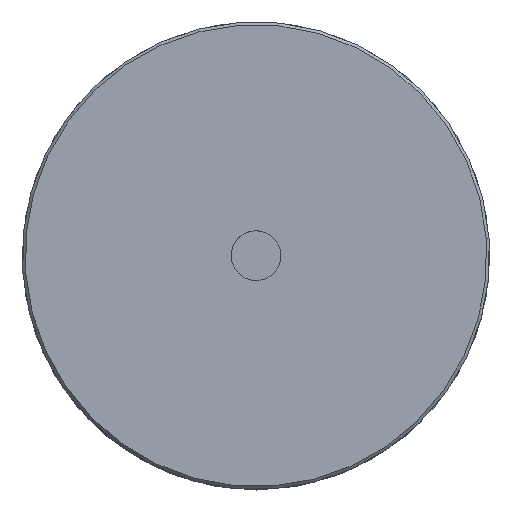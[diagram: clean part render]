
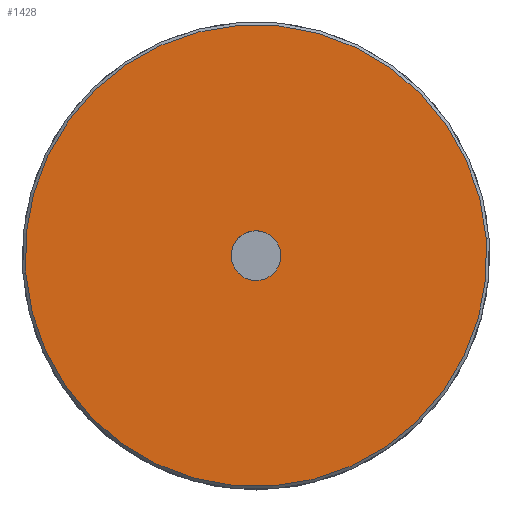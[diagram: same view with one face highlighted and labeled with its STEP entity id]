
A CAD part, top view. The second image highlights one B-rep face of the part: STEP entity #1428.
In plain terms, the highlighted planar face has unit normal (0, 0, 1).
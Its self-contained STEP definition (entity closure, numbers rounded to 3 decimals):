
#55 = CARTESIAN_POINT ( 'NONE',  ( 0., 0., 50. ) ) ;
#198 = DIRECTION ( 'NONE',  ( -0.997, -0.075, 0. ) ) ;
#205 = DIRECTION ( 'NONE',  ( 0., 0., 1. ) ) ;
#414 = DIRECTION ( 'NONE',  ( 0.997, 0.075, 0. ) ) ;
#424 = VERTEX_POINT ( 'NONE', #3703 ) ;
#626 = CARTESIAN_POINT ( 'NONE',  ( 39.389, 2.964, 50. ) ) ;
#838 = DIRECTION ( 'NONE',  ( 0., 0., 1. ) ) ;
#851 = CIRCLE ( 'NONE', #4966, 39.5 ) ;
#1028 = DIRECTION ( 'NONE',  ( 0., 0., -1. ) ) ;
#1083 = EDGE_LOOP ( 'NONE', ( #5022, #3069 ) ) ;
#1241 = DIRECTION ( 'NONE',  ( 0., 0., -1. ) ) ;
#1428 = ADVANCED_FACE ( 'NONE', ( #3231, #2821 ), #5481, .T. ) ;
#1621 = DIRECTION ( 'NONE',  ( -0.997, -0.075, 0. ) ) ;
#1708 = CARTESIAN_POINT ( 'NONE',  ( 4.238, 0.319, 50. ) ) ;
#1828 = EDGE_LOOP ( 'NONE', ( #2809, #2771 ) ) ;
#1902 = CARTESIAN_POINT ( 'NONE',  ( 0., 0., 50. ) ) ;
#1920 = VERTEX_POINT ( 'NONE', #626 ) ;
#1937 = CARTESIAN_POINT ( 'NONE',  ( 0., 0., 50. ) ) ;
#1971 = DIRECTION ( 'NONE',  ( 0.997, 0.075, 0. ) ) ;
#1984 = CIRCLE ( 'NONE', #2079, 39.5 ) ;
#2058 = CIRCLE ( 'NONE', #3757, 4.25 ) ;
#2079 = AXIS2_PLACEMENT_3D ( 'NONE', #4858, #838, #414 ) ;
#2156 = AXIS2_PLACEMENT_3D ( 'NONE', #1902, #1028, #198 ) ;
#2659 = EDGE_CURVE ( 'NONE', #1920, #3722, #1984, .T. ) ;
#2664 = DIRECTION ( 'NONE',  ( 0., 0., 1. ) ) ;
#2771 = ORIENTED_EDGE ( 'NONE', *, *, #2659, .T. ) ;
#2809 = ORIENTED_EDGE ( 'NONE', *, *, #5081, .T. ) ;
#2821 = FACE_OUTER_BOUND ( 'NONE', #1828, .T. ) ;
#3069 = ORIENTED_EDGE ( 'NONE', *, *, #4572, .T. ) ;
#3231 = FACE_BOUND ( 'NONE', #1083, .T. ) ;
#3285 = AXIS2_PLACEMENT_3D ( 'NONE', #1937, #205, #1971 ) ;
#3363 = VERTEX_POINT ( 'NONE', #1708 ) ;
#3445 = CARTESIAN_POINT ( 'NONE',  ( 0., 0., 50. ) ) ;
#3703 = CARTESIAN_POINT ( 'NONE',  ( -4.238, -0.319, 50. ) ) ;
#3722 = VERTEX_POINT ( 'NONE', #5306 ) ;
#3757 = AXIS2_PLACEMENT_3D ( 'NONE', #3445, #1241, #1621 ) ;
#4572 = EDGE_CURVE ( 'NONE', #3363, #424, #4783, .T. ) ;
#4783 = CIRCLE ( 'NONE', #2156, 4.25 ) ;
#4858 = CARTESIAN_POINT ( 'NONE',  ( 0., 0., 50. ) ) ;
#4966 = AXIS2_PLACEMENT_3D ( 'NONE', #55, #2664, #5697 ) ;
#4996 = EDGE_CURVE ( 'NONE', #424, #3363, #2058, .T. ) ;
#5022 = ORIENTED_EDGE ( 'NONE', *, *, #4996, .T. ) ;
#5081 = EDGE_CURVE ( 'NONE', #3722, #1920, #851, .T. ) ;
#5306 = CARTESIAN_POINT ( 'NONE',  ( -39.389, -2.964, 50. ) ) ;
#5481 = PLANE ( 'NONE',  #3285 ) ;
#5697 = DIRECTION ( 'NONE',  ( 0.997, 0.075, 0. ) ) ;
